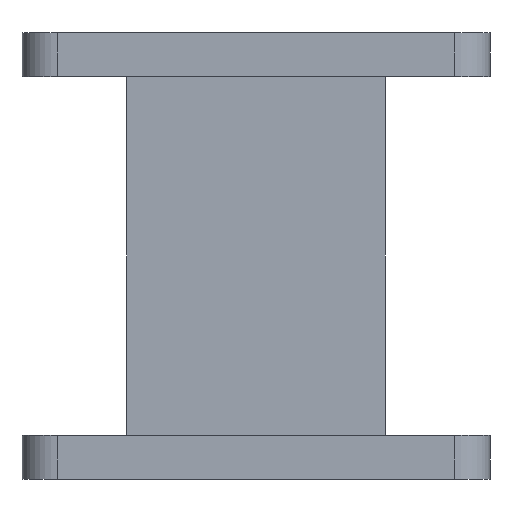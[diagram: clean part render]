
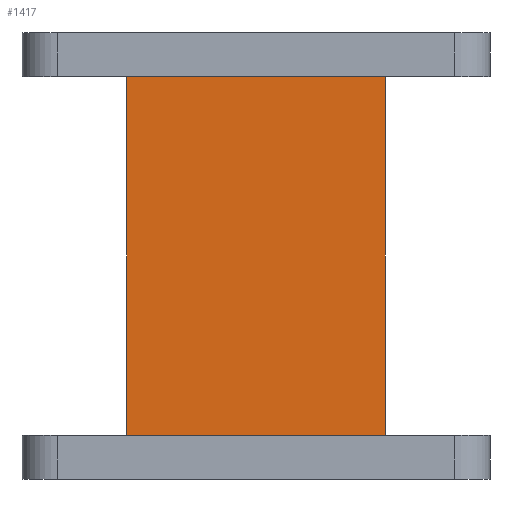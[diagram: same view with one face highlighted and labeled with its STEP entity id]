
A CAD part, left-side view. The second image highlights one B-rep face of the part: STEP entity #1417.
In plain terms, the highlighted planar face has unit normal (-1, 0, 0).
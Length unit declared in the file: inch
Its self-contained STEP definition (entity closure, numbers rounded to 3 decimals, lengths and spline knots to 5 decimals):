
#106 = DIRECTION ( 'NONE',  ( 1., 0., 0. ) ) ;
#174 = AXIS2_PLACEMENT_3D ( 'NONE', #2298, #106, #2824 ) ;
#224 = EDGE_LOOP ( 'NONE', ( #1051, #1572, #2160, #2618 ) ) ;
#357 = PLANE ( 'NONE',  #174 ) ;
#389 = CARTESIAN_POINT ( 'NONE',  ( -2.23, -1.155, 1.6063 ) ) ;
#743 = CARTESIAN_POINT ( 'NONE',  ( -2.23, -1.155, 1.6063 ) ) ;
#746 = CARTESIAN_POINT ( 'NONE',  ( -2.23, 1.155, 2. ) ) ;
#765 = VERTEX_POINT ( 'NONE', #2737 ) ;
#937 = VERTEX_POINT ( 'NONE', #2089 ) ;
#940 = EDGE_CURVE ( 'NONE', #765, #937, #2125, .T. ) ;
#1051 = ORIENTED_EDGE ( 'NONE', *, *, #3210, .F. ) ;
#1063 = VECTOR ( 'NONE', #1530, 39.37008 ) ;
#1216 = EDGE_CURVE ( 'NONE', #1437, #937, #2037, .T. ) ;
#1295 = DIRECTION ( 'NONE',  ( 0., 0., -1. ) ) ;
#1417 = ADVANCED_FACE ( 'NONE', ( #3102 ), #357, .F. ) ;
#1437 = VERTEX_POINT ( 'NONE', #2070 ) ;
#1464 = VECTOR ( 'NONE', #2938, 39.37008 ) ;
#1530 = DIRECTION ( 'NONE',  ( 0., 0., -1. ) ) ;
#1572 = ORIENTED_EDGE ( 'NONE', *, *, #2549, .T. ) ;
#1767 = LINE ( 'NONE', #2760, #1929 ) ;
#1929 = VECTOR ( 'NONE', #1295, 39.37008 ) ;
#2037 = LINE ( 'NONE', #746, #1063 ) ;
#2070 = CARTESIAN_POINT ( 'NONE',  ( -2.23, 1.155, 1.6063 ) ) ;
#2073 = CARTESIAN_POINT ( 'NONE',  ( -2.23, -1.155, -1.6063 ) ) ;
#2089 = CARTESIAN_POINT ( 'NONE',  ( -2.23, 1.155, -1.6063 ) ) ;
#2125 = LINE ( 'NONE', #2073, #2835 ) ;
#2160 = ORIENTED_EDGE ( 'NONE', *, *, #1216, .T. ) ;
#2298 = CARTESIAN_POINT ( 'NONE',  ( -2.23, -1.155, 2. ) ) ;
#2549 = EDGE_CURVE ( 'NONE', #2769, #1437, #3134, .T. ) ;
#2612 = DIRECTION ( 'NONE',  ( 0., 1., 0. ) ) ;
#2618 = ORIENTED_EDGE ( 'NONE', *, *, #940, .F. ) ;
#2737 = CARTESIAN_POINT ( 'NONE',  ( -2.23, -1.155, -1.6063 ) ) ;
#2760 = CARTESIAN_POINT ( 'NONE',  ( -2.23, -1.155, 2. ) ) ;
#2769 = VERTEX_POINT ( 'NONE', #743 ) ;
#2824 = DIRECTION ( 'NONE',  ( 0., 1., 0. ) ) ;
#2835 = VECTOR ( 'NONE', #2612, 39.37008 ) ;
#2938 = DIRECTION ( 'NONE',  ( 0., 1., 0. ) ) ;
#3102 = FACE_OUTER_BOUND ( 'NONE', #224, .T. ) ;
#3134 = LINE ( 'NONE', #389, #1464 ) ;
#3210 = EDGE_CURVE ( 'NONE', #2769, #765, #1767, .T. ) ;
